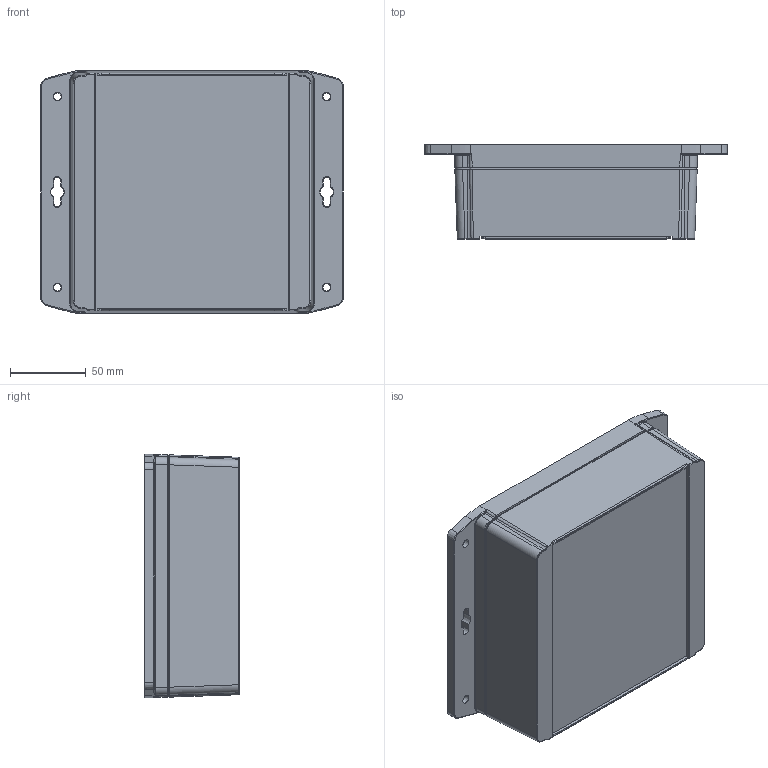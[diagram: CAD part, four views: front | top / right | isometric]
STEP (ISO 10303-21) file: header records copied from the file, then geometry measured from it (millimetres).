
FILE_DESCRIPTION (( 'STEP AP203' ), '1' );
FILE_NAME ('1555R2F42GY.step', '2020-11-13T21:09:22', ( 'ADC123' ), ( 'Microsoft' ), 'SwSTEP 2.0', 'SolidWorks 2019', '' );
FILE_SCHEMA (( 'CONFIG_CONTROL_DESIGN' ));
Length unit declared in the file: inch
Products named in the file (1): 1555R2F42GY
Bounding box: 200 x 62.5 x 161.05 mm (x, y, z)
Volume: 314008.9 mm3; surface area: 213813.2 mm2
Topology: 11 solids, 11 shells, 2452 faces, 6355 edges, 4052 vertices
Faces by surface type: bspline 922, plane 811, cylinder 493, cone 222, torus 4
Full cylindrical faces by diameter (mm): 2.3 x12, 3.251 x4, 3.43 x4, 3.88 x4, 5 x1, 5.334 x4, 5.537 x8, 7 x4, 10 x1
Entity records: 105508 total; most frequent: CARTESIAN_POINT 53360, ORIENTED_EDGE 12348, DIRECTION 7919, EDGE_CURVE 6174, VERTEX_POINT 4008, VECTOR 2767, LINE 2767, EDGE_LOOP 2746
